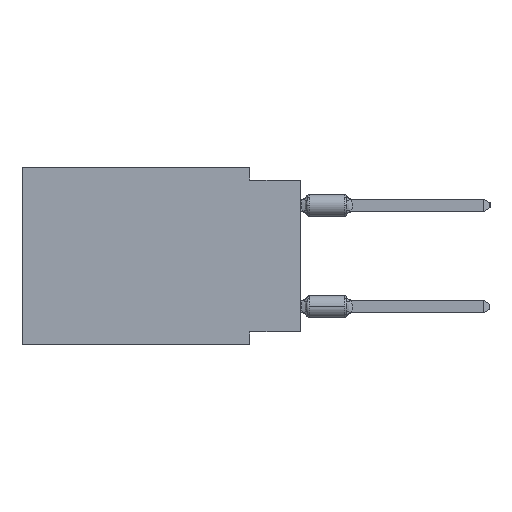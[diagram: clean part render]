
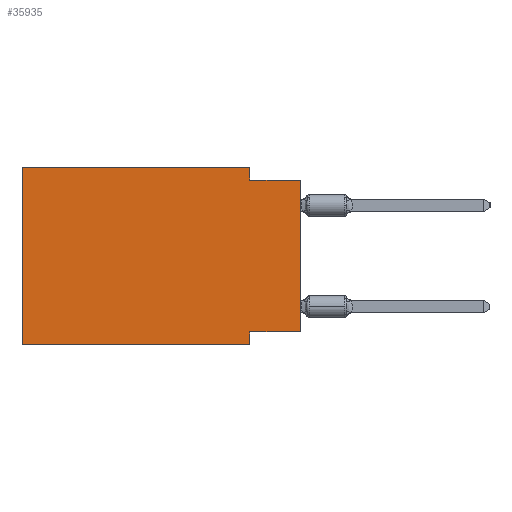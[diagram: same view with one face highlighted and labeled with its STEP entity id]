
A CAD part, left-side view. The second image highlights one B-rep face of the part: STEP entity #35935.
In plain terms, the highlighted planar face has unit normal (-1, 0, 0).
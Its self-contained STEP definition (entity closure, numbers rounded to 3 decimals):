
#459 = VECTOR ( 'NONE', #2630, 1000. ) ;
#2214 = VERTEX_POINT ( 'NONE', #20294 ) ;
#2630 = DIRECTION ( 'NONE',  ( 0., -1., 0. ) ) ;
#2953 = LINE ( 'NONE', #58123, #459 ) ;
#5219 = DIRECTION ( 'NONE',  ( 0., 0., -1. ) ) ;
#6128 = EDGE_CURVE ( 'NONE', #21150, #31072, #65732, .T. ) ;
#6664 = VERTEX_POINT ( 'NONE', #51918 ) ;
#7373 = CARTESIAN_POINT ( 'NONE',  ( 0., 13.97, -8.89 ) ) ;
#8205 = DIRECTION ( 'NONE',  ( 0., 0., 1. ) ) ;
#8385 = DIRECTION ( 'NONE',  ( 1., 0., 0. ) ) ;
#8409 = CARTESIAN_POINT ( 'NONE',  ( 0., 0., -8.255 ) ) ;
#8654 = EDGE_CURVE ( 'NONE', #22424, #21150, #2953, .T. ) ;
#9659 = VECTOR ( 'NONE', #16023, 1000. ) ;
#11235 = EDGE_CURVE ( 'NONE', #2214, #52849, #48313, .T. ) ;
#12157 = LINE ( 'NONE', #32429, #57032 ) ;
#12763 = ORIENTED_EDGE ( 'NONE', *, *, #11235, .F. ) ;
#14031 = FACE_OUTER_BOUND ( 'NONE', #24386, .T. ) ;
#14857 = CARTESIAN_POINT ( 'NONE',  ( 0., 2.54, 0. ) ) ;
#15159 = DIRECTION ( 'NONE',  ( 0., -1., 0. ) ) ;
#15427 = ORIENTED_EDGE ( 'NONE', *, *, #30608, .T. ) ;
#15871 = ORIENTED_EDGE ( 'NONE', *, *, #47872, .F. ) ;
#16023 = DIRECTION ( 'NONE',  ( 0., -1., 0. ) ) ;
#17661 = EDGE_CURVE ( 'NONE', #52849, #37693, #12157, .T. ) ;
#18794 = ORIENTED_EDGE ( 'NONE', *, *, #8654, .F. ) ;
#19912 = EDGE_CURVE ( 'NONE', #2214, #37281, #43440, .T. ) ;
#20294 = CARTESIAN_POINT ( 'NONE',  ( 0., 0., -8.255 ) ) ;
#21150 = VERTEX_POINT ( 'NONE', #33213 ) ;
#21221 = VECTOR ( 'NONE', #15159, 1000. ) ;
#22424 = VERTEX_POINT ( 'NONE', #34684 ) ;
#23769 = DIRECTION ( 'NONE',  ( 0., 0., 1. ) ) ;
#24386 = EDGE_LOOP ( 'NONE', ( #45412, #15871, #60729, #18794, #24669, #15427, #52894, #12763 ) ) ;
#24493 = CARTESIAN_POINT ( 'NONE',  ( 0., 0., -0.635 ) ) ;
#24669 = ORIENTED_EDGE ( 'NONE', *, *, #46665, .F. ) ;
#25623 = CARTESIAN_POINT ( 'NONE',  ( 0., 0., -0.635 ) ) ;
#29630 = CARTESIAN_POINT ( 'NONE',  ( 0., 13.97, 0. ) ) ;
#30608 = EDGE_CURVE ( 'NONE', #6664, #37693, #36298, .T. ) ;
#31072 = VERTEX_POINT ( 'NONE', #46871 ) ;
#32429 = CARTESIAN_POINT ( 'NONE',  ( 0., 2.54, -8.89 ) ) ;
#33213 = CARTESIAN_POINT ( 'NONE',  ( 0., 2.54, 0. ) ) ;
#33732 = DIRECTION ( 'NONE',  ( 0., 0., -1. ) ) ;
#34258 = VECTOR ( 'NONE', #5219, 1000. ) ;
#34302 = PLANE ( 'NONE',  #54974 ) ;
#34684 = CARTESIAN_POINT ( 'NONE',  ( 0., 13.97, 0. ) ) ;
#35843 = CARTESIAN_POINT ( 'NONE',  ( 0., 2.54, -8.89 ) ) ;
#35935 = ADVANCED_FACE ( 'NONE', ( #14031 ), #34302, .F. ) ;
#35977 = CARTESIAN_POINT ( 'NONE',  ( 0., 2.54, -8.255 ) ) ;
#36298 = LINE ( 'NONE', #7373, #9659 ) ;
#37281 = VERTEX_POINT ( 'NONE', #25623 ) ;
#37693 = VERTEX_POINT ( 'NONE', #35843 ) ;
#38959 = DIRECTION ( 'NONE',  ( 0., 0., -1. ) ) ;
#42353 = VECTOR ( 'NONE', #23769, 1000. ) ;
#43440 = LINE ( 'NONE', #63734, #56150 ) ;
#44299 = DIRECTION ( 'NONE',  ( 0., 1., 0. ) ) ;
#45412 = ORIENTED_EDGE ( 'NONE', *, *, #19912, .T. ) ;
#46665 = EDGE_CURVE ( 'NONE', #6664, #22424, #54668, .T. ) ;
#46871 = CARTESIAN_POINT ( 'NONE',  ( 0., 2.54, -0.635 ) ) ;
#47872 = EDGE_CURVE ( 'NONE', #31072, #37281, #55055, .T. ) ;
#48313 = LINE ( 'NONE', #8409, #65453 ) ;
#51918 = CARTESIAN_POINT ( 'NONE',  ( 0., 13.97, -8.89 ) ) ;
#52849 = VERTEX_POINT ( 'NONE', #35977 ) ;
#52894 = ORIENTED_EDGE ( 'NONE', *, *, #17661, .F. ) ;
#54668 = LINE ( 'NONE', #64007, #42353 ) ;
#54974 = AXIS2_PLACEMENT_3D ( 'NONE', #29630, #8385, #38959 ) ;
#55055 = LINE ( 'NONE', #24493, #21221 ) ;
#56150 = VECTOR ( 'NONE', #8205, 1000. ) ;
#57032 = VECTOR ( 'NONE', #33732, 1000. ) ;
#58123 = CARTESIAN_POINT ( 'NONE',  ( 0., 13.97, 0. ) ) ;
#60729 = ORIENTED_EDGE ( 'NONE', *, *, #6128, .F. ) ;
#63734 = CARTESIAN_POINT ( 'NONE',  ( 0., 0., 0. ) ) ;
#64007 = CARTESIAN_POINT ( 'NONE',  ( 0., 13.97, 0. ) ) ;
#65453 = VECTOR ( 'NONE', #44299, 1000. ) ;
#65732 = LINE ( 'NONE', #14857, #34258 ) ;
